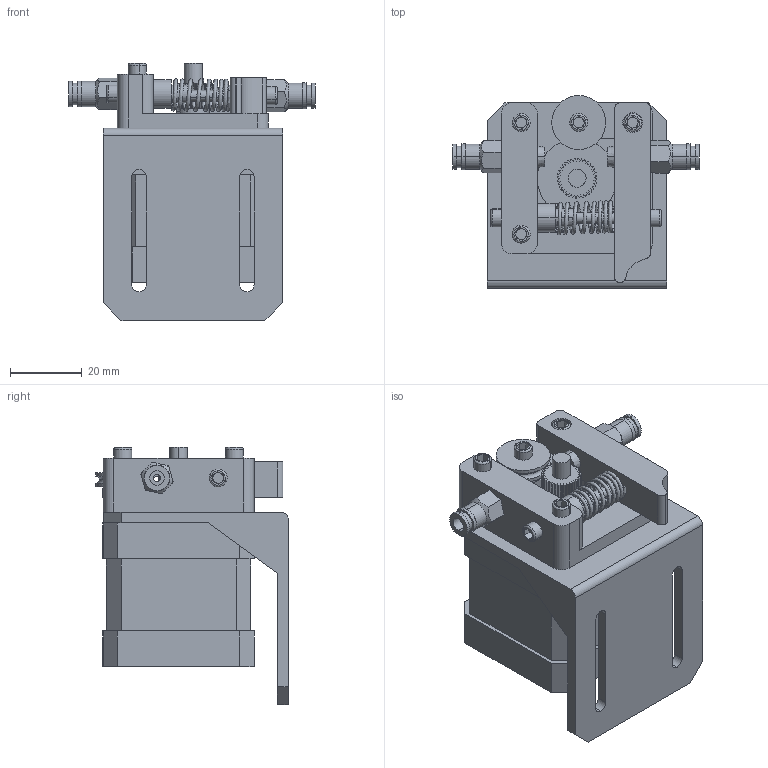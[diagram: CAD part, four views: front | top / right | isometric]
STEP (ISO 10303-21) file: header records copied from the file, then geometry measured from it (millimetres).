
FILE_DESCRIPTION (( 'STEP AP214' ), '1' );
FILE_NAME ('Bowden Assembly.STEP', '2019-07-07T22:57:49', ( '' ), ( '' ), 'SwSTEP 2.0', 'SolidWorks 2018', '' );
FILE_SCHEMA (( 'AUTOMOTIVE_DESIGN' ));
Length unit declared in the file: millimetre
Products named in the file (15): Bowden LBracket; Hex M3x25; Hex M3x6; Hex M3x20; PTFE 4mm Fitting; Bowden Assembly; Feed Bearing; Hex M3x22; Adjust Mount; Hex M3x15; Toothed Filament Feed; Main Block; Arm; Compression Spring; Bowben Nema 17
Assembly tree (16 placements, depth 2):
  Bowden Assembly
    Main Block
    Arm
    Feed Bearing
    PTFE 4mm Fitting  x2
    Adjust Mount
    Compression Spring
    Bowden LBracket
    Bowben Nema 17
    Hex M3x22  x2
    Hex M3x25
    Hex M3x20
    Toothed Filament Feed
    Hex M3x6
    Hex M3x15
Bounding box: 68.49 x 53.54 x 71.5 mm (x, y, z)
Volume: 97517.5 mm3; surface area: 36651.8 mm2
Topology: 22 solids, 22 shells, 450 faces, 1146 edges, 752 vertices
Faces by surface type: plane 248, cylinder 175, torus 16, cone 8, bspline 3
Entity records: 16221 total; most frequent: CARTESIAN_POINT 4973, DIRECTION 2176, ORIENTED_EDGE 2052, EDGE_CURVE 1026, AXIS2_PLACEMENT_3D 757, VERTEX_POINT 674, LINE 662, VECTOR 662
